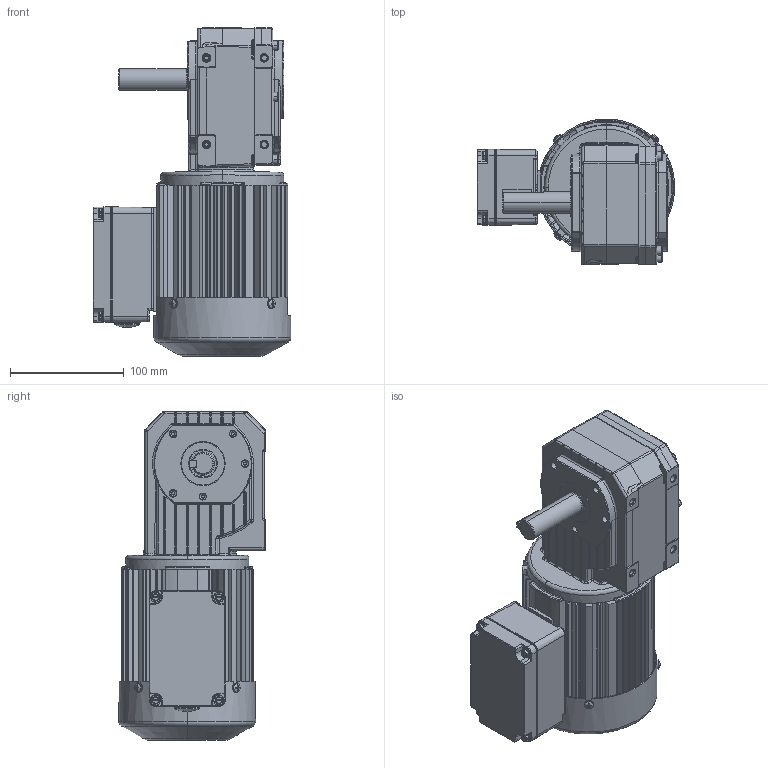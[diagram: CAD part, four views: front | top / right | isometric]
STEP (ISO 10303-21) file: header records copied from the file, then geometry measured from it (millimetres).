
FILE_DESCRIPTION (( 'STEP AP203' ), '1' );
FILE_NAME ('INFM0336.STEP', '2015-09-21T14:25:49', ( 'admin' ), ( '' ), 'SwSTEP 2.0', 'SolidWorks 2014', '' );
FILE_SCHEMA (( 'CONFIG_CONTROL_DESIGN' ));
Products named in the file (1): INFM0336
Bounding box: 173.39 x 128.48 x 288.81 mm (x, y, z)
Volume: 2373968 mm3; surface area: 372081.4 mm2
Topology: 33 solids, 33 shells, 2924 faces, 7442 edges, 4577 vertices
Faces by surface type: cylinder 1019, plane 852, cone 395, bspline 352, torus 243, sphere 63
Entity records: 104222 total; most frequent: CARTESIAN_POINT 35622, ORIENTED_EDGE 14718, DIRECTION 14262, EDGE_CURVE 7359, AXIS2_PLACEMENT_3D 5570, VERTEX_POINT 4577, EDGE_LOOP 3136, VECTOR 3122
